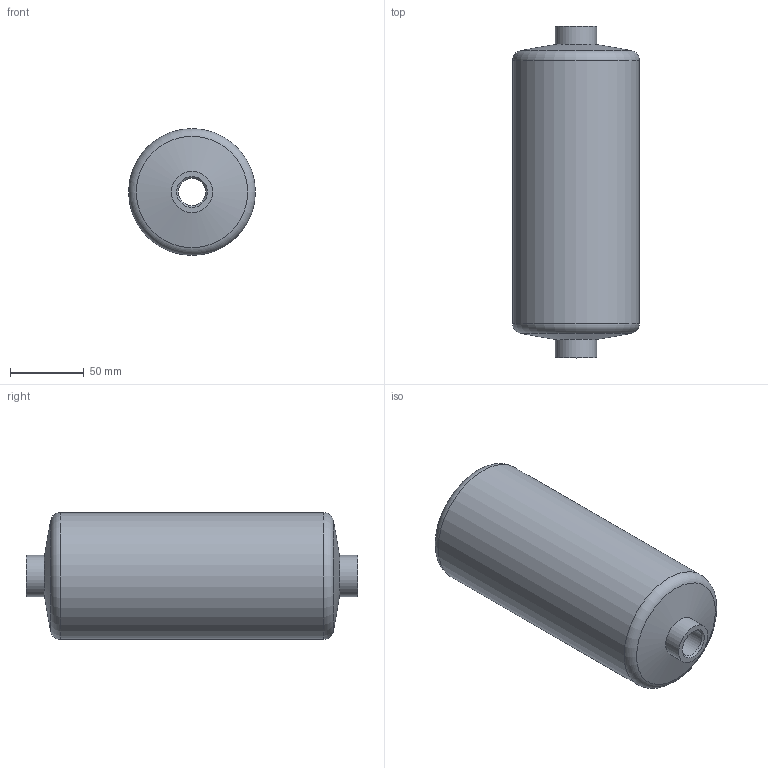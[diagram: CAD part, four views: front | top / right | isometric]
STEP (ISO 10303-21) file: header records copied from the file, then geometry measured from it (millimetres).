
FILE_DESCRIPTION(/* description */ ('Unknown'),/* implementation_level */ '2;1');
FILE_NAME(/* name */ '050001 - 1SBCV2',/* time_stamp */ '2016-08-24T09:52:48+02:00',/* author */ ('Unknown'),/* organization */ ('Unknown'),/* preprocessor_version */ 'ST-DEVELOPER v16.7',/* originating_system */ 'DEX',/* authorisation */ $);
FILE_SCHEMA (('AUTOMOTIVE_DESIGN {1 0 10303 214 3 1 1}'));
Length unit declared in the file: millimetre
Products named in the file (1): 050001 - 1SBCV2
Bounding box: 86 x 225 x 86 mm (x, y, z)
Volume: 194652.9 mm3; surface area: 150762.1 mm2
Topology: 1 solids, 2 shells, 18 faces, 39 edges, 23 vertices
Faces by surface type: cylinder 6, torus 4, sphere 4, plane 2, cone 2
Full cylindrical faces by diameter (mm): 18.63 x1, 28 x3, 82 x1, 86 x1
Entity records: 520 total; most frequent: DIRECTION 74, CARTESIAN_POINT 55, AXIS2_PLACEMENT_3D 37, ORIENTED_EDGE 36, EDGE_LOOP 36, FACE_BOUND 36, EDGE_CURVE 18, VERTEX_POINT 18
